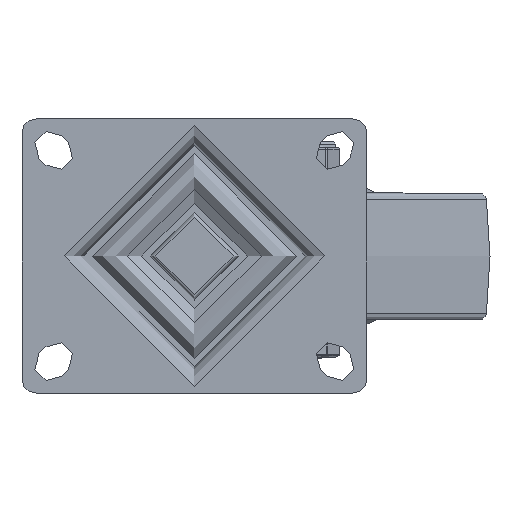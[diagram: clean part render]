
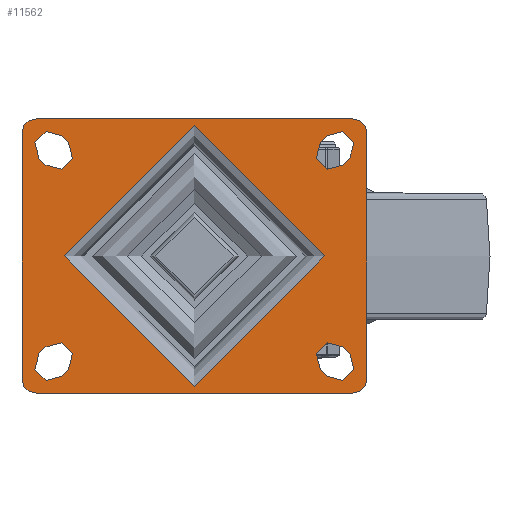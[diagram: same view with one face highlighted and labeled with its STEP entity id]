
A CAD part, top view. The second image highlights one B-rep face of the part: STEP entity #11562.
In plain terms, the highlighted planar face has unit normal (0, 0, 1).
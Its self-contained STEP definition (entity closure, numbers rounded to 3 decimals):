
#1057=FACE_BOUND('',#2661,.T.);
#1058=FACE_BOUND('',#2662,.T.);
#1059=FACE_BOUND('',#2663,.T.);
#1060=FACE_BOUND('',#2664,.T.);
#1061=FACE_BOUND('',#2665,.T.);
#1245=CIRCLE('',#12427,4.5);
#1247=CIRCLE('',#12431,4.5);
#1249=CIRCLE('',#12435,4.5);
#1251=CIRCLE('',#12439,4.5);
#1253=CIRCLE('',#12443,4.5);
#1255=CIRCLE('',#12447,4.5);
#1257=CIRCLE('',#12451,4.5);
#1259=CIRCLE('',#12455,4.5);
#1265=CIRCLE('',#12463,37.);
#1274=CIRCLE('',#12477,4.);
#1276=CIRCLE('',#12480,4.);
#1278=CIRCLE('',#12483,4.);
#1280=CIRCLE('',#12486,4.);
#1939=FACE_OUTER_BOUND('',#2660,.T.);
#2660=EDGE_LOOP('',(#7967,#7968,#7969,#7970,#7971,#7972,#7973,#7974));
#2661=EDGE_LOOP('',(#7975,#7976,#7977,#7978));
#2662=EDGE_LOOP('',(#7979,#7980,#7981,#7982));
#2663=EDGE_LOOP('',(#7983,#7984,#7985,#7986));
#2664=EDGE_LOOP('',(#7987,#7988,#7989,#7990));
#2665=EDGE_LOOP('',(#7991));
#3485=LINE('',#16472,#4229);
#3489=LINE('',#16484,#4233);
#3493=LINE('',#16496,#4237);
#3497=LINE('',#16508,#4241);
#3501=LINE('',#16520,#4245);
#3505=LINE('',#16532,#4249);
#3509=LINE('',#16544,#4253);
#3513=LINE('',#16556,#4257);
#3529=LINE('',#16673,#4273);
#3531=LINE('',#16676,#4275);
#3533=LINE('',#16679,#4277);
#3534=LINE('',#16680,#4278);
#4229=VECTOR('',#13531,10.);
#4233=VECTOR('',#13543,10.);
#4237=VECTOR('',#13555,10.);
#4241=VECTOR('',#13567,10.);
#4245=VECTOR('',#13579,10.);
#4249=VECTOR('',#13591,10.);
#4253=VECTOR('',#13603,10.);
#4257=VECTOR('',#13615,10.);
#4273=VECTOR('',#13757,1000.);
#4275=VECTOR('',#13761,1000.);
#4277=VECTOR('',#13765,1000.);
#4278=VECTOR('',#13766,1000.);
#4973=VERTEX_POINT('',#16469);
#4974=VERTEX_POINT('',#16471);
#4976=VERTEX_POINT('',#16477);
#4978=VERTEX_POINT('',#16483);
#4981=VERTEX_POINT('',#16493);
#4982=VERTEX_POINT('',#16495);
#4984=VERTEX_POINT('',#16501);
#4986=VERTEX_POINT('',#16507);
#4989=VERTEX_POINT('',#16517);
#4990=VERTEX_POINT('',#16519);
#4992=VERTEX_POINT('',#16525);
#4994=VERTEX_POINT('',#16531);
#4997=VERTEX_POINT('',#16541);
#4998=VERTEX_POINT('',#16543);
#5000=VERTEX_POINT('',#16549);
#5002=VERTEX_POINT('',#16555);
#5006=VERTEX_POINT('',#16570);
#5013=VERTEX_POINT('',#16594);
#5014=VERTEX_POINT('',#16595);
#5017=VERTEX_POINT('',#16603);
#5018=VERTEX_POINT('',#16604);
#5021=VERTEX_POINT('',#16612);
#5022=VERTEX_POINT('',#16613);
#5025=VERTEX_POINT('',#16621);
#5026=VERTEX_POINT('',#16622);
#6103=EDGE_CURVE('',#4974,#4973,#3485,.T.);
#6106=EDGE_CURVE('',#4976,#4974,#1245,.T.);
#6109=EDGE_CURVE('',#4978,#4976,#3489,.T.);
#6112=EDGE_CURVE('',#4973,#4978,#1247,.T.);
#6115=EDGE_CURVE('',#4982,#4981,#3493,.T.);
#6118=EDGE_CURVE('',#4984,#4982,#1249,.T.);
#6121=EDGE_CURVE('',#4986,#4984,#3497,.T.);
#6124=EDGE_CURVE('',#4981,#4986,#1251,.T.);
#6127=EDGE_CURVE('',#4990,#4989,#3501,.T.);
#6130=EDGE_CURVE('',#4992,#4990,#1253,.T.);
#6133=EDGE_CURVE('',#4994,#4992,#3505,.T.);
#6136=EDGE_CURVE('',#4989,#4994,#1255,.T.);
#6139=EDGE_CURVE('',#4998,#4997,#3509,.T.);
#6142=EDGE_CURVE('',#5000,#4998,#1257,.T.);
#6145=EDGE_CURVE('',#5002,#5000,#3513,.T.);
#6148=EDGE_CURVE('',#4997,#5002,#1259,.T.);
#6154=EDGE_CURVE('',#5006,#5006,#1265,.T.);
#6165=EDGE_CURVE('',#5013,#5014,#1274,.T.);
#6169=EDGE_CURVE('',#5017,#5018,#1276,.T.);
#6173=EDGE_CURVE('',#5021,#5022,#1278,.T.);
#6177=EDGE_CURVE('',#5025,#5026,#1280,.T.);
#6200=EDGE_CURVE('',#5026,#5017,#3529,.T.);
#6202=EDGE_CURVE('',#5018,#5013,#3531,.T.);
#6204=EDGE_CURVE('',#5022,#5025,#3533,.T.);
#6205=EDGE_CURVE('',#5014,#5021,#3534,.T.);
#7967=ORIENTED_EDGE('',*,*,#6177,.F.);
#7968=ORIENTED_EDGE('',*,*,#6204,.F.);
#7969=ORIENTED_EDGE('',*,*,#6173,.F.);
#7970=ORIENTED_EDGE('',*,*,#6205,.F.);
#7971=ORIENTED_EDGE('',*,*,#6165,.F.);
#7972=ORIENTED_EDGE('',*,*,#6202,.F.);
#7973=ORIENTED_EDGE('',*,*,#6169,.F.);
#7974=ORIENTED_EDGE('',*,*,#6200,.F.);
#7975=ORIENTED_EDGE('',*,*,#6109,.T.);
#7976=ORIENTED_EDGE('',*,*,#6106,.T.);
#7977=ORIENTED_EDGE('',*,*,#6103,.T.);
#7978=ORIENTED_EDGE('',*,*,#6112,.T.);
#7979=ORIENTED_EDGE('',*,*,#6121,.T.);
#7980=ORIENTED_EDGE('',*,*,#6118,.T.);
#7981=ORIENTED_EDGE('',*,*,#6115,.T.);
#7982=ORIENTED_EDGE('',*,*,#6124,.T.);
#7983=ORIENTED_EDGE('',*,*,#6133,.T.);
#7984=ORIENTED_EDGE('',*,*,#6130,.T.);
#7985=ORIENTED_EDGE('',*,*,#6127,.T.);
#7986=ORIENTED_EDGE('',*,*,#6136,.T.);
#7987=ORIENTED_EDGE('',*,*,#6145,.T.);
#7988=ORIENTED_EDGE('',*,*,#6142,.T.);
#7989=ORIENTED_EDGE('',*,*,#6139,.T.);
#7990=ORIENTED_EDGE('',*,*,#6148,.T.);
#7991=ORIENTED_EDGE('',*,*,#6154,.F.);
#11267=PLANE('',#12517);
#11562=ADVANCED_FACE('',(#1939,#1057,#1058,#1059,#1060,#1061),#11267,.T.);
#12427=AXIS2_PLACEMENT_3D('',#16478,#13537,#13538);
#12431=AXIS2_PLACEMENT_3D('',#16488,#13549,#13550);
#12435=AXIS2_PLACEMENT_3D('',#16502,#13561,#13562);
#12439=AXIS2_PLACEMENT_3D('',#16512,#13573,#13574);
#12443=AXIS2_PLACEMENT_3D('',#16526,#13585,#13586);
#12447=AXIS2_PLACEMENT_3D('',#16536,#13597,#13598);
#12451=AXIS2_PLACEMENT_3D('',#16550,#13609,#13610);
#12455=AXIS2_PLACEMENT_3D('',#16560,#13621,#13622);
#12463=AXIS2_PLACEMENT_3D('',#16572,#13637,#13638);
#12477=AXIS2_PLACEMENT_3D('',#16596,#13667,#13668);
#12480=AXIS2_PLACEMENT_3D('',#16605,#13675,#13676);
#12483=AXIS2_PLACEMENT_3D('',#16614,#13683,#13684);
#12486=AXIS2_PLACEMENT_3D('',#16623,#13691,#13692);
#12517=AXIS2_PLACEMENT_3D('',#16678,#13763,#13764);
#13531=DIRECTION('',(0.707,0.707,0.));
#13537=DIRECTION('center_axis',(0.,0.,-1.));
#13538=DIRECTION('ref_axis',(-0.707,0.707,0.));
#13543=DIRECTION('',(-0.707,-0.707,0.));
#13549=DIRECTION('center_axis',(0.,0.,-1.));
#13550=DIRECTION('ref_axis',(0.707,-0.707,0.));
#13555=DIRECTION('',(-0.707,0.707,0.));
#13561=DIRECTION('center_axis',(0.,0.,-1.));
#13562=DIRECTION('ref_axis',(-0.707,-0.707,0.));
#13567=DIRECTION('',(0.707,-0.707,0.));
#13573=DIRECTION('center_axis',(0.,0.,-1.));
#13574=DIRECTION('ref_axis',(0.707,0.707,0.));
#13579=DIRECTION('',(0.707,-0.707,0.));
#13585=DIRECTION('center_axis',(0.,0.,-1.));
#13586=DIRECTION('ref_axis',(0.707,0.707,0.));
#13591=DIRECTION('',(-0.707,0.707,0.));
#13597=DIRECTION('center_axis',(0.,0.,-1.));
#13598=DIRECTION('ref_axis',(-0.707,-0.707,0.));
#13603=DIRECTION('',(-0.707,-0.707,0.));
#13609=DIRECTION('center_axis',(0.,0.,-1.));
#13610=DIRECTION('ref_axis',(0.707,-0.707,0.));
#13615=DIRECTION('',(0.707,0.707,0.));
#13621=DIRECTION('center_axis',(0.,0.,-1.));
#13622=DIRECTION('ref_axis',(-0.707,0.707,0.));
#13637=DIRECTION('center_axis',(0.,0.,1.));
#13638=DIRECTION('ref_axis',(-1.,0.,0.));
#13667=DIRECTION('center_axis',(0.,0.,-1.));
#13668=DIRECTION('ref_axis',(-0.707,0.707,0.));
#13675=DIRECTION('center_axis',(0.,0.,-1.));
#13676=DIRECTION('ref_axis',(-0.707,-0.707,0.));
#13683=DIRECTION('center_axis',(0.,0.,-1.));
#13684=DIRECTION('ref_axis',(0.707,0.707,0.));
#13691=DIRECTION('center_axis',(0.,0.,-1.));
#13692=DIRECTION('ref_axis',(0.707,-0.707,0.));
#13757=DIRECTION('',(-1.,0.,0.));
#13761=DIRECTION('',(0.,1.,0.));
#13763=DIRECTION('center_axis',(0.,0.,1.));
#13764=DIRECTION('ref_axis',(1.,0.,0.));
#13765=DIRECTION('',(0.,-1.,0.));
#13766=DIRECTION('',(1.,0.,0.));
#16469=CARTESIAN_POINT('',(37.818,34.182,0.));
#16471=CARTESIAN_POINT('',(35.818,32.182,0.));
#16472=CARTESIAN_POINT('',(18.818,15.182,0.));
#16477=CARTESIAN_POINT('',(42.182,25.818,0.));
#16478=CARTESIAN_POINT('Origin',(39.,29.,0.));
#16483=CARTESIAN_POINT('',(44.182,27.818,0.));
#16484=CARTESIAN_POINT('',(26.182,9.818,0.));
#16488=CARTESIAN_POINT('Origin',(41.,31.,0.));
#16493=CARTESIAN_POINT('',(35.818,-32.182,0.));
#16495=CARTESIAN_POINT('',(37.818,-34.182,0.));
#16496=CARTESIAN_POINT('',(19.818,-16.182,0.));
#16501=CARTESIAN_POINT('',(44.182,-27.818,0.));
#16502=CARTESIAN_POINT('Origin',(41.,-31.,0.));
#16507=CARTESIAN_POINT('',(42.182,-25.818,0.));
#16508=CARTESIAN_POINT('',(25.182,-8.818,0.));
#16512=CARTESIAN_POINT('Origin',(39.,-29.,0.));
#16517=CARTESIAN_POINT('',(-35.818,32.182,0.));
#16519=CARTESIAN_POINT('',(-37.818,34.182,0.));
#16520=CARTESIAN_POINT('',(-19.818,16.182,0.));
#16525=CARTESIAN_POINT('',(-44.182,27.818,0.));
#16526=CARTESIAN_POINT('Origin',(-41.,31.,0.));
#16531=CARTESIAN_POINT('',(-42.182,25.818,0.));
#16532=CARTESIAN_POINT('',(-25.182,8.818,0.));
#16536=CARTESIAN_POINT('Origin',(-39.,29.,0.));
#16541=CARTESIAN_POINT('',(-37.818,-34.182,0.));
#16543=CARTESIAN_POINT('',(-35.818,-32.182,0.));
#16544=CARTESIAN_POINT('',(-18.818,-15.182,0.));
#16549=CARTESIAN_POINT('',(-42.182,-25.818,0.));
#16550=CARTESIAN_POINT('Origin',(-39.,-29.,0.));
#16555=CARTESIAN_POINT('',(-44.182,-27.818,0.));
#16556=CARTESIAN_POINT('',(-26.182,-9.818,0.));
#16560=CARTESIAN_POINT('Origin',(-41.,-31.,0.));
#16570=CARTESIAN_POINT('',(-37.,0.,0.));
#16572=CARTESIAN_POINT('Origin',(0.,0.,0.));
#16594=CARTESIAN_POINT('',(-49.,35.,0.));
#16595=CARTESIAN_POINT('',(-45.,39.,0.));
#16596=CARTESIAN_POINT('Origin',(-45.,35.,0.));
#16603=CARTESIAN_POINT('',(-45.,-39.,0.));
#16604=CARTESIAN_POINT('',(-49.,-35.,0.));
#16605=CARTESIAN_POINT('Origin',(-45.,-35.,0.));
#16612=CARTESIAN_POINT('',(45.,39.,0.));
#16613=CARTESIAN_POINT('',(49.,35.,0.));
#16614=CARTESIAN_POINT('Origin',(45.,35.,0.));
#16621=CARTESIAN_POINT('',(49.,-35.,0.));
#16622=CARTESIAN_POINT('',(45.,-39.,0.));
#16623=CARTESIAN_POINT('Origin',(45.,-35.,0.));
#16673=CARTESIAN_POINT('',(49.,-39.,0.));
#16676=CARTESIAN_POINT('',(-49.,-39.,0.));
#16678=CARTESIAN_POINT('Origin',(0.,0.,0.));
#16679=CARTESIAN_POINT('',(49.,39.,0.));
#16680=CARTESIAN_POINT('',(-49.,39.,0.));
